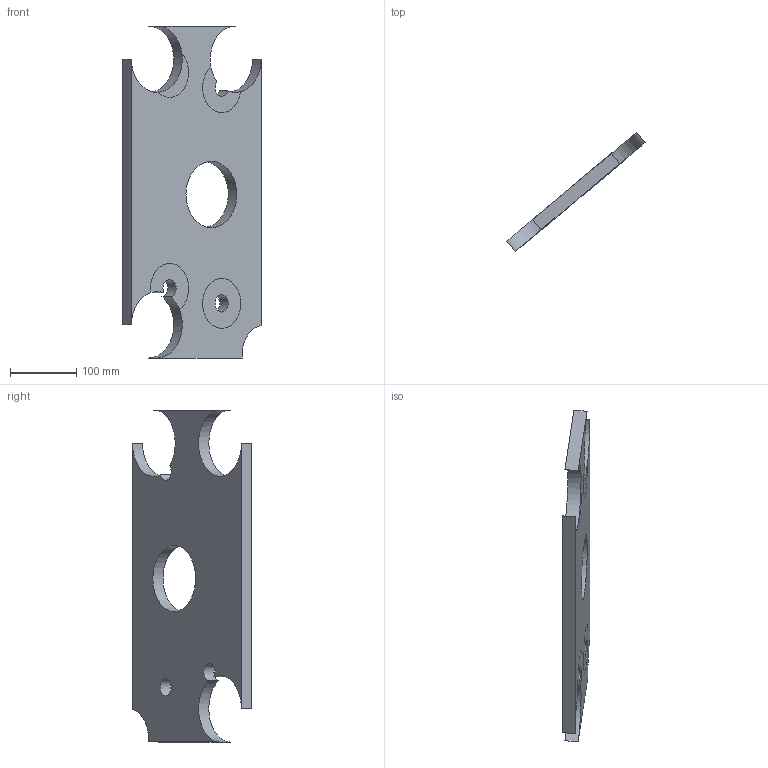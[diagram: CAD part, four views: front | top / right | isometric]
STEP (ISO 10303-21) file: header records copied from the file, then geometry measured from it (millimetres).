
FILE_DESCRIPTION(('FreeCAD Model'),'2;1');
FILE_NAME('Open CASCADE Shape Model','2023-05-29T14:29:39',(''),(''), 'Open CASCADE STEP processor 7.6','FreeCAD','Unknown');
FILE_SCHEMA(('AUTOMOTIVE_DESIGN { 1 0 10303 214 1 1 1 1 }'));
Length unit declared in the file: millimetre
Products named in the file (1): Open CASCADE STEP translator 7.6 007
Bounding box: 208.2 x 179.23 x 500 mm (x, y, z)
Volume: 1833915.6 mm3; surface area: 230741.3 mm2
Topology: 1 solids, 1 shells, 23 faces, 73 edges, 53 vertices
Faces by surface type: cylinder 13, plane 10
Full cylindrical faces by diameter (mm): 26 x1, 100 x1
Entity records: 2531 total; most frequent: CARTESIAN_POINT 1132, DIRECTION 255, ORIENTED_EDGE 146, PCURVE 146, DEFINITIONAL_REPRESENTATION 146, LINE 76, VECTOR 76, EDGE_CURVE 73
